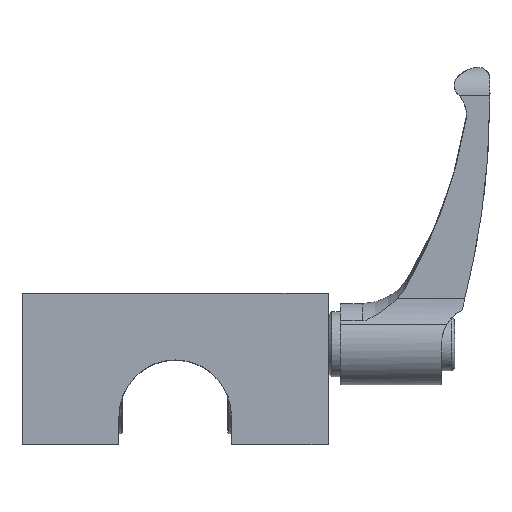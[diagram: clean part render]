
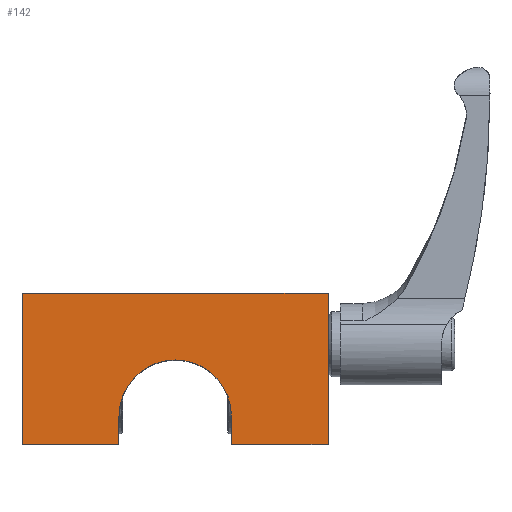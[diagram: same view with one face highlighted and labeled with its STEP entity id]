
A CAD part, top view. The second image highlights one B-rep face of the part: STEP entity #142.
In plain terms, the highlighted face is planar.
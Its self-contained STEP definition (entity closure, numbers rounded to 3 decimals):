
#142 = ADVANCED_FACE( '', ( #326 ), #327, .F. );
#326 = FACE_OUTER_BOUND( '', #587, .T. );
#327 = PLANE( '', #588 );
#587 = EDGE_LOOP( '', ( #906, #907, #908, #909, #910, #911, #912, #913 ) );
#588 = AXIS2_PLACEMENT_3D( '', #914, #915, #916 );
#906 = ORIENTED_EDGE( '', *, *, #1490, .F. );
#907 = ORIENTED_EDGE( '', *, *, #1491, .F. );
#908 = ORIENTED_EDGE( '', *, *, #1492, .F. );
#909 = ORIENTED_EDGE( '', *, *, #1493, .F. );
#910 = ORIENTED_EDGE( '', *, *, #1494, .F. );
#911 = ORIENTED_EDGE( '', *, *, #1495, .T. );
#912 = ORIENTED_EDGE( '', *, *, #1496, .F. );
#913 = ORIENTED_EDGE( '', *, *, #1497, .F. );
#914 = CARTESIAN_POINT( '', ( -29., 8., 0. ) );
#915 = DIRECTION( '', ( 1., 0., 0. ) );
#916 = DIRECTION( '', ( 0., 0., -1. ) );
#1490 = EDGE_CURVE( '', #1721, #1722, #1723, .T. );
#1491 = EDGE_CURVE( '', #1724, #1721, #1725, .T. );
#1492 = EDGE_CURVE( '', #1726, #1724, #1727, .T. );
#1493 = EDGE_CURVE( '', #1728, #1726, #1729, .T. );
#1494 = EDGE_CURVE( '', #1730, #1728, #1731, .T. );
#1495 = EDGE_CURVE( '', #1730, #1732, #1733, .T. );
#1496 = EDGE_CURVE( '', #1734, #1732, #1735, .T. );
#1497 = EDGE_CURVE( '', #1722, #1734, #1736, .T. );
#1721 = VERTEX_POINT( '', #2058 );
#1722 = VERTEX_POINT( '', #2059 );
#1723 = LINE( '', #2060, #2061 );
#1724 = VERTEX_POINT( '', #2062 );
#1725 = LINE( '', #2063, #2064 );
#1726 = VERTEX_POINT( '', #2065 );
#1727 = LINE( '', #2066, #2067 );
#1728 = VERTEX_POINT( '', #2068 );
#1729 = LINE( '', #2069, #2070 );
#1730 = VERTEX_POINT( '', #2071 );
#1731 = LINE( '', #2072, #2073 );
#1732 = VERTEX_POINT( '', #2074 );
#1733 = CIRCLE( '', #2075, 16. );
#1734 = VERTEX_POINT( '', #2076 );
#1735 = LINE( '', #2077, #2078 );
#1736 = LINE( '', #2079, #2080 );
#2058 = CARTESIAN_POINT( '', ( -29., 43., 43.5 ) );
#2059 = CARTESIAN_POINT( '', ( -29., 0., 43.5 ) );
#2060 = CARTESIAN_POINT( '', ( -29., 43., 43.5 ) );
#2061 = VECTOR( '', #2868, 1000. );
#2062 = CARTESIAN_POINT( '', ( -29., 43., -43.5 ) );
#2063 = CARTESIAN_POINT( '', ( -29., 43., -43.5 ) );
#2064 = VECTOR( '', #2869, 1000. );
#2065 = CARTESIAN_POINT( '', ( -29., 0., -43.5 ) );
#2066 = CARTESIAN_POINT( '', ( -29., 0., -43.5 ) );
#2067 = VECTOR( '', #2870, 1000. );
#2068 = CARTESIAN_POINT( '', ( -29., 0., -16. ) );
#2069 = CARTESIAN_POINT( '', ( -29., 0., -16. ) );
#2070 = VECTOR( '', #2871, 1000. );
#2071 = CARTESIAN_POINT( '', ( -29., 8., -16. ) );
#2072 = CARTESIAN_POINT( '', ( -29., 8., -16. ) );
#2073 = VECTOR( '', #2872, 1000. );
#2074 = CARTESIAN_POINT( '', ( -29., 8., 16. ) );
#2075 = AXIS2_PLACEMENT_3D( '', #2873, #2874, #2875 );
#2076 = CARTESIAN_POINT( '', ( -29., 0., 16. ) );
#2077 = CARTESIAN_POINT( '', ( -29., 0., 16. ) );
#2078 = VECTOR( '', #2876, 1000. );
#2079 = CARTESIAN_POINT( '', ( -29., 0., 43.5 ) );
#2080 = VECTOR( '', #2877, 1000. );
#2868 = DIRECTION( '', ( 0., -1., 0. ) );
#2869 = DIRECTION( '', ( 0., 0., 1. ) );
#2870 = DIRECTION( '', ( 0., 1., 0. ) );
#2871 = DIRECTION( '', ( 0., 0., -1. ) );
#2872 = DIRECTION( '', ( 0., -1., 0. ) );
#2873 = CARTESIAN_POINT( '', ( -29., 8., 0. ) );
#2874 = DIRECTION( '', ( 1., 0., 0. ) );
#2875 = DIRECTION( '', ( 0., 0., -1. ) );
#2876 = DIRECTION( '', ( 0., 1., 0. ) );
#2877 = DIRECTION( '', ( 0., 0., -1. ) );
